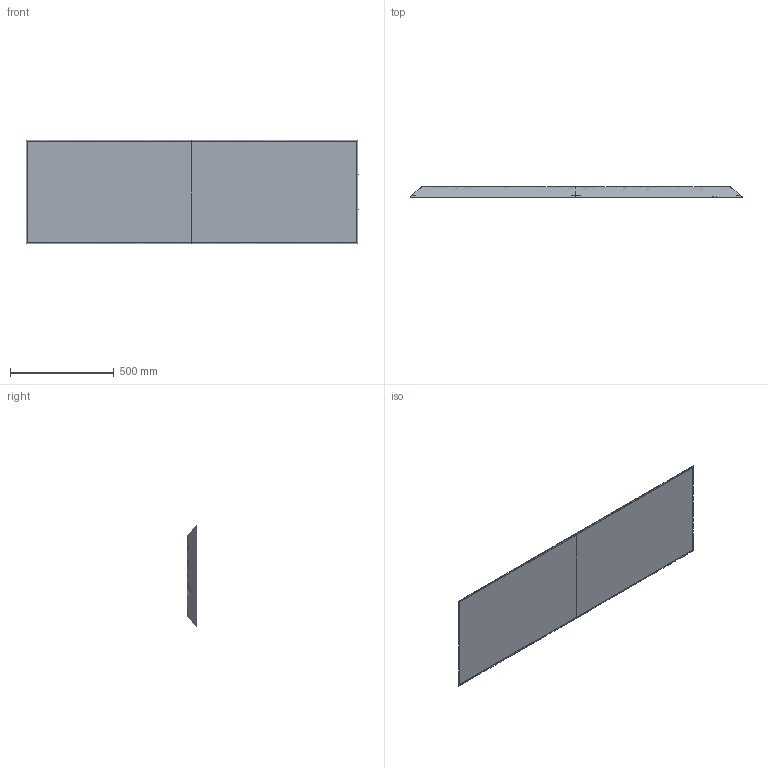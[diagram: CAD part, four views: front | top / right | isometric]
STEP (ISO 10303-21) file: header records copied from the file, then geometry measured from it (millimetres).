
FILE_DESCRIPTION(/* description */ (''),/* implementation_level */ '2;1');
FILE_NAME(/* name */ '168316 - mirage 160x50',/* time_stamp */ '2014-07-31T18:08:40+02:00',/* author */ (''),/* organization */ (''),/* preprocessor_version */ 'ST-DEVELOPER v10',/* originating_system */ '',/* authorisation */ '');
FILE_SCHEMA (('CONFIG_CONTROL_DESIGN'));
Length unit declared in the file: millimetre
Products named in the file (1): 1
Bounding box: 1600 x 50 x 500 mm (x, y, z)
Volume: 9855778.1 mm3; surface area: 2479999.4 mm2
Topology: 5 solids, 5 shells, 30 faces, 54 edges, 36 vertices
Faces by surface type: plane 18, bspline 12
Entity records: 3829 total; most frequent: CARTESIAN_POINT 3325, ORIENTED_EDGE 104, B_SPLINE_CURVE_WITH_KNOTS 54, EDGE_CURVE 52, VERTEX_POINT 32, ADVANCED_FACE 30, FACE_OUTER_BOUND 30, EDGE_LOOP 30
